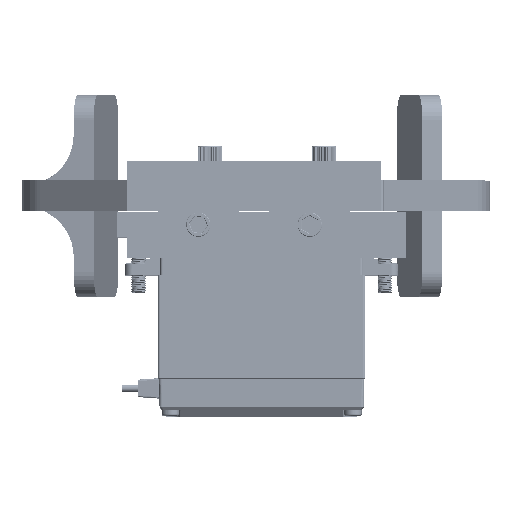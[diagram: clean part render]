
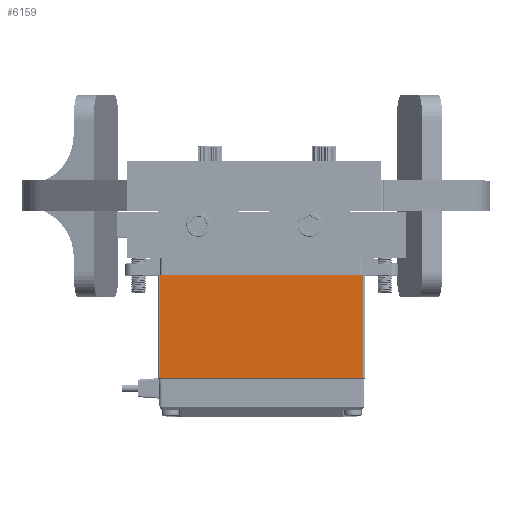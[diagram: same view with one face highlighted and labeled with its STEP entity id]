
A CAD part, top view. The second image highlights one B-rep face of the part: STEP entity #6159.
In plain terms, the highlighted free-form (B-spline) face has degree [1, 1] with [2, 2] control points.
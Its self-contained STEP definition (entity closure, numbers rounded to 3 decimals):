
#5837 = VERTEX_POINT('',#5838);
#5838 = CARTESIAN_POINT('',(-10.227,-5.376,
    8.271));
#5844 = EDGE_CURVE('',#5837,#5845,#5847,.T.);
#5845 = VERTEX_POINT('',#5846);
#5846 = CARTESIAN_POINT('',(35.866,-5.376,
    8.271));
#5847 = B_SPLINE_CURVE_WITH_KNOTS('',1,(#5848,#5849),.UNSPECIFIED.,.F.,
  .F.,(2,2),(0.5,40.5),.PIECEWISE_BEZIER_KNOTS.);
#5848 = CARTESIAN_POINT('',(-10.227,-5.376,
    8.271));
#5849 = CARTESIAN_POINT('',(35.866,-5.376,
    8.271));
#6159 = ADVANCED_FACE('',(#6160),#6182,.F.);
#6160 = FACE_BOUND('',#6161,.T.);
#6161 = EDGE_LOOP('',(#6162,#6169,#6176,#6181));
#6162 = ORIENTED_EDGE('',*,*,#6163,.T.);
#6163 = EDGE_CURVE('',#5837,#6164,#6166,.T.);
#6164 = VERTEX_POINT('',#6165);
#6165 = CARTESIAN_POINT('',(-10.227,-28.768,
    8.271));
#6166 = B_SPLINE_CURVE_WITH_KNOTS('',1,(#6167,#6168),.UNSPECIFIED.,.F.,
  .F.,(2,2),(0.,20.3),.PIECEWISE_BEZIER_KNOTS.);
#6167 = CARTESIAN_POINT('',(-10.227,-5.376,
    8.271));
#6168 = CARTESIAN_POINT('',(-10.227,-28.768,
    8.271));
#6169 = ORIENTED_EDGE('',*,*,#6170,.T.);
#6170 = EDGE_CURVE('',#6164,#6171,#6173,.T.);
#6171 = VERTEX_POINT('',#6172);
#6172 = CARTESIAN_POINT('',(35.866,-28.768,
    8.271));
#6173 = B_SPLINE_CURVE_WITH_KNOTS('',1,(#6174,#6175),.UNSPECIFIED.,.F.,
  .F.,(2,2),(0.5,40.5),.PIECEWISE_BEZIER_KNOTS.);
#6174 = CARTESIAN_POINT('',(-10.227,-28.768,
    8.271));
#6175 = CARTESIAN_POINT('',(35.866,-28.768,
    8.271));
#6176 = ORIENTED_EDGE('',*,*,#6177,.T.);
#6177 = EDGE_CURVE('',#6171,#5845,#6178,.T.);
#6178 = B_SPLINE_CURVE_WITH_KNOTS('',1,(#6179,#6180),.UNSPECIFIED.,.F.,
  .F.,(2,2),(-20.3,0.),.PIECEWISE_BEZIER_KNOTS.);
#6179 = CARTESIAN_POINT('',(35.866,-28.768,
    8.271));
#6180 = CARTESIAN_POINT('',(35.866,-5.376,
    8.271));
#6181 = ORIENTED_EDGE('',*,*,#5844,.F.);
#6182 = B_SPLINE_SURFACE_WITH_KNOTS('',1,1,(
    (#6183,#6184)
    ,(#6185,#6186
    )),.UNSPECIFIED.,.F.,.F.,.F.,(2,2),(2,2),(-40.5,-0.5),(-20.3,0.),
  .PIECEWISE_BEZIER_KNOTS.);
#6183 = CARTESIAN_POINT('',(35.866,-28.768,
    8.271));
#6184 = CARTESIAN_POINT('',(35.866,-5.376,
    8.271));
#6185 = CARTESIAN_POINT('',(-10.227,-28.768,
    8.271));
#6186 = CARTESIAN_POINT('',(-10.227,-5.376,
    8.271));
